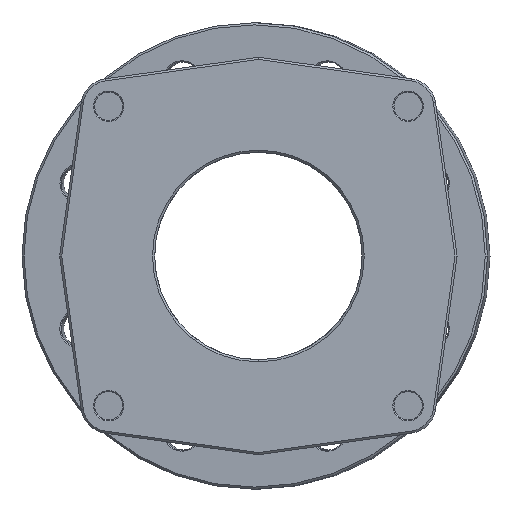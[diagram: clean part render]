
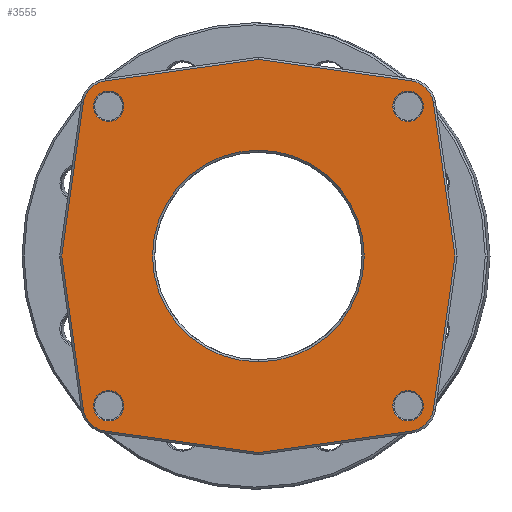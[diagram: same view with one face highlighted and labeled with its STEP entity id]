
A CAD part, left-side view. The second image highlights one B-rep face of the part: STEP entity #3555.
In plain terms, the highlighted planar face has unit normal (-1, 0, 0).
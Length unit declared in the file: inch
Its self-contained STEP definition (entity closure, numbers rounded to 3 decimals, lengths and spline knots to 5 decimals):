
#985=CARTESIAN_POINT('',(0.19667,2.16551,2.16551));
#986=DIRECTION('',(1.,0.,0.));
#987=DIRECTION('',(0.,1.,0.));
#988=AXIS2_PLACEMENT_3D('',#985,#986,#987);
#990=CARTESIAN_POINT('',(0.19667,2.16551,2.16551));
#991=DIRECTION('',(1.,0.,0.));
#992=DIRECTION('',(0.,-1.,0.));
#993=AXIS2_PLACEMENT_3D('',#990,#991,#992);
#995=CARTESIAN_POINT('',(0.19667,-2.16551,2.16551));
#996=DIRECTION('',(1.,0.,0.));
#997=DIRECTION('',(0.,0.,1.));
#998=AXIS2_PLACEMENT_3D('',#995,#996,#997);
#1000=CARTESIAN_POINT('',(0.19667,-2.16551,2.16551));
#1001=DIRECTION('',(1.,0.,0.));
#1002=DIRECTION('',(0.,0.,-1.));
#1003=AXIS2_PLACEMENT_3D('',#1000,#1001,#1002);
#1005=CARTESIAN_POINT('',(0.19667,-2.16551,-2.16551));
#1006=DIRECTION('',(1.,0.,0.));
#1007=DIRECTION('',(0.,-1.,0.));
#1008=AXIS2_PLACEMENT_3D('',#1005,#1006,#1007);
#1010=CARTESIAN_POINT('',(0.19667,-2.16551,-2.16551));
#1011=DIRECTION('',(1.,0.,0.));
#1012=DIRECTION('',(0.,1.,0.));
#1013=AXIS2_PLACEMENT_3D('',#1010,#1011,#1012);
#1015=CARTESIAN_POINT('',(0.19667,2.16551,-2.16551));
#1016=DIRECTION('',(1.,0.,0.));
#1017=DIRECTION('',(0.,0.,-1.));
#1018=AXIS2_PLACEMENT_3D('',#1015,#1016,#1017);
#1020=CARTESIAN_POINT('',(0.19667,2.16551,-2.16551));
#1021=DIRECTION('',(1.,0.,0.));
#1022=DIRECTION('',(0.,0.,1.));
#1023=AXIS2_PLACEMENT_3D('',#1020,#1021,#1022);
#1025=CARTESIAN_POINT('',(0.19667,0.,0.));
#1026=DIRECTION('',(1.,0.,0.));
#1027=DIRECTION('',(0.,0.,1.));
#1028=AXIS2_PLACEMENT_3D('',#1025,#1026,#1027);
#1030=CARTESIAN_POINT('',(0.19667,0.,0.));
#1031=DIRECTION('',(1.,0.,0.));
#1032=DIRECTION('',(0.,0.,-1.));
#1033=AXIS2_PLACEMENT_3D('',#1030,#1031,#1032);
#1035=DIRECTION('',(0.,0.99,-0.139));
#1036=VECTOR('',#1035,2.23498);
#1037=CARTESIAN_POINT('',(0.19667,-2.21323,
-2.53239));
#1038=LINE('',#1037,#1036);
#1039=DIRECTION('',(0.,0.99,0.139));
#1040=VECTOR('',#1039,2.23498);
#1041=CARTESIAN_POINT('',(0.19667,0.,-2.84344));
#1042=LINE('',#1041,#1040);
#1043=CARTESIAN_POINT('',(0.19667,2.16104,-2.16104));
#1044=DIRECTION('',(1.,0.,0.));
#1045=DIRECTION('',(0.,0.139,-0.99));
#1046=AXIS2_PLACEMENT_3D('',#1043,#1044,#1045);
#1048=DIRECTION('',(0.,0.139,0.99));
#1049=VECTOR('',#1048,2.23498);
#1050=CARTESIAN_POINT('',(0.19667,2.53239,
-2.21323));
#1051=LINE('',#1050,#1049);
#1052=DIRECTION('',(0.,-0.139,0.99));
#1053=VECTOR('',#1052,2.23498);
#1054=CARTESIAN_POINT('',(0.19667,2.84344,0.));
#1055=LINE('',#1054,#1053);
#1056=CARTESIAN_POINT('',(0.19667,2.16104,2.16104));
#1057=DIRECTION('',(1.,0.,0.));
#1058=DIRECTION('',(0.,0.99,0.139));
#1059=AXIS2_PLACEMENT_3D('',#1056,#1057,#1058);
#1061=DIRECTION('',(0.,-0.99,0.139));
#1062=VECTOR('',#1061,2.23498);
#1063=CARTESIAN_POINT('',(0.19667,2.21323,2.53239));
#1064=LINE('',#1063,#1062);
#1065=DIRECTION('',(0.,-0.99,-0.139));
#1066=VECTOR('',#1065,2.23498);
#1067=CARTESIAN_POINT('',(0.19667,0.,2.84344));
#1068=LINE('',#1067,#1066);
#1069=CARTESIAN_POINT('',(0.19667,-2.16104,2.16104));
#1070=DIRECTION('',(1.,0.,0.));
#1071=DIRECTION('',(0.,-0.139,0.99));
#1072=AXIS2_PLACEMENT_3D('',#1069,#1070,#1071);
#1074=DIRECTION('',(0.,-0.139,-0.99));
#1075=VECTOR('',#1074,2.23498);
#1076=CARTESIAN_POINT('',(0.19667,-2.53239,
2.21323));
#1077=LINE('',#1076,#1075);
#1078=DIRECTION('',(0.,0.139,-0.99));
#1079=VECTOR('',#1078,2.23498);
#1080=CARTESIAN_POINT('',(0.19667,-2.84344,0.));
#1081=LINE('',#1080,#1079);
#1082=CARTESIAN_POINT('',(0.19667,-2.16104,-2.16104));
#1083=DIRECTION('',(1.,0.,0.));
#1084=DIRECTION('',(0.,-0.99,-0.139));
#1085=AXIS2_PLACEMENT_3D('',#1082,#1083,#1084);
#1665=CARTESIAN_POINT('',(0.19667,2.38551,2.16551));
#1666=CARTESIAN_POINT('',(0.19667,1.94551,2.16551));
#1667=VERTEX_POINT('',#1665);
#1668=VERTEX_POINT('',#1666);
#1697=CARTESIAN_POINT('',(0.19667,-2.16551,2.38551));
#1698=CARTESIAN_POINT('',(0.19667,-2.16551,1.94551));
#1699=VERTEX_POINT('',#1697);
#1700=VERTEX_POINT('',#1698);
#1713=CARTESIAN_POINT('',(0.19667,-2.38551,-2.16551));
#1714=CARTESIAN_POINT('',(0.19667,-1.94551,-2.16551));
#1715=VERTEX_POINT('',#1713);
#1716=VERTEX_POINT('',#1714);
#1729=CARTESIAN_POINT('',(0.19667,2.16551,-2.38551));
#1730=CARTESIAN_POINT('',(0.19667,2.16551,-1.94551));
#1731=VERTEX_POINT('',#1729);
#1732=VERTEX_POINT('',#1730);
#1861=CARTESIAN_POINT('',(0.19667,0.,1.53125));
#1862=CARTESIAN_POINT('',(0.19667,0.,-1.53125));
#1863=VERTEX_POINT('',#1861);
#1864=VERTEX_POINT('',#1862);
#1885=CARTESIAN_POINT('',(0.19667,-2.21323,
-2.53239));
#1886=CARTESIAN_POINT('',(0.19667,0.,-2.84344));
#1887=VERTEX_POINT('',#1885);
#1888=VERTEX_POINT('',#1886);
#1895=CARTESIAN_POINT('',(0.19667,-2.53239,-2.21323));
#1896=VERTEX_POINT('',#1895);
#1899=CARTESIAN_POINT('',(0.19667,-2.84344,0.));
#1900=VERTEX_POINT('',#1899);
#1903=CARTESIAN_POINT('',(0.19667,2.21323,
-2.53239));
#1904=VERTEX_POINT('',#1903);
#1907=CARTESIAN_POINT('',(0.19667,2.53239,-2.21323));
#1908=VERTEX_POINT('',#1907);
#1909=CARTESIAN_POINT('',(0.19667,2.84344,0.));
#1910=VERTEX_POINT('',#1909);
#1913=CARTESIAN_POINT('',(0.19667,2.21323,2.53239));
#1914=CARTESIAN_POINT('',(0.19667,0.,2.84344));
#1915=VERTEX_POINT('',#1913);
#1916=VERTEX_POINT('',#1914);
#1923=CARTESIAN_POINT('',(0.19667,2.53239,2.21323));
#1924=VERTEX_POINT('',#1923);
#1925=CARTESIAN_POINT('',(0.19667,-2.53239,
2.21323));
#1926=VERTEX_POINT('',#1925);
#1931=CARTESIAN_POINT('',(0.19667,-2.21323,2.53239));
#1932=VERTEX_POINT('',#1931);
#3495=CARTESIAN_POINT('',(0.19667,0.,0.));
#3496=DIRECTION('',(-1.,0.,0.));
#3497=DIRECTION('',(0.,0.,1.));
#3498=AXIS2_PLACEMENT_3D('',#3495,#3496,#3497);
#3499=PLANE('',#3498);
#3501=ORIENTED_EDGE('',*,*,#3500,.T.);
#3503=ORIENTED_EDGE('',*,*,#3502,.T.);
#3505=ORIENTED_EDGE('',*,*,#3504,.T.);
#3507=ORIENTED_EDGE('',*,*,#3506,.T.);
#3509=ORIENTED_EDGE('',*,*,#3508,.T.);
#3511=ORIENTED_EDGE('',*,*,#3510,.T.);
#3513=ORIENTED_EDGE('',*,*,#3512,.T.);
#3515=ORIENTED_EDGE('',*,*,#3514,.T.);
#3517=ORIENTED_EDGE('',*,*,#3516,.T.);
#3519=ORIENTED_EDGE('',*,*,#3518,.T.);
#3521=ORIENTED_EDGE('',*,*,#3520,.T.);
#3523=ORIENTED_EDGE('',*,*,#3522,.T.);
#3524=EDGE_LOOP('',(#3501,#3503,#3505,#3507,#3509,#3511,#3513,#3515,#3517,#3519,
#3521,#3523));
#3525=FACE_OUTER_BOUND('',#3524,.F.);
#3527=ORIENTED_EDGE('',*,*,#3526,.F.);
#3529=ORIENTED_EDGE('',*,*,#3528,.F.);
#3530=EDGE_LOOP('',(#3527,#3529));
#3531=FACE_BOUND('',#3530,.F.);
#3533=ORIENTED_EDGE('',*,*,#3532,.F.);
#3535=ORIENTED_EDGE('',*,*,#3534,.F.);
#3536=EDGE_LOOP('',(#3533,#3535));
#3537=FACE_BOUND('',#3536,.F.);
#3539=ORIENTED_EDGE('',*,*,#3538,.F.);
#3541=ORIENTED_EDGE('',*,*,#3540,.F.);
#3542=EDGE_LOOP('',(#3539,#3541));
#3543=FACE_BOUND('',#3542,.F.);
#3545=ORIENTED_EDGE('',*,*,#3544,.F.);
#3546=ORIENTED_EDGE('',*,*,#3485,.F.);
#3547=EDGE_LOOP('',(#3545,#3546));
#3548=FACE_BOUND('',#3547,.F.);
#3550=ORIENTED_EDGE('',*,*,#3549,.F.);
#3552=ORIENTED_EDGE('',*,*,#3551,.F.);
#3553=EDGE_LOOP('',(#3550,#3552));
#3554=FACE_BOUND('',#3553,.F.);
#989=CIRCLE('',#988,0.22);
#994=CIRCLE('',#993,0.22);
#999=CIRCLE('',#998,0.22);
#1004=CIRCLE('',#1003,0.22);
#1009=CIRCLE('',#1008,0.22);
#1014=CIRCLE('',#1013,0.22);
#1019=CIRCLE('',#1018,0.22);
#1024=CIRCLE('',#1023,0.22);
#1029=CIRCLE('',#1028,1.53125);
#1034=CIRCLE('',#1033,1.53125);
#1047=CIRCLE('',#1046,0.375);
#1060=CIRCLE('',#1059,0.375);
#1073=CIRCLE('',#1072,0.375);
#1086=CIRCLE('',#1085,0.375);
#3485=EDGE_CURVE('',#1864,#1863,#1034,.T.);
#3500=EDGE_CURVE('',#1887,#1888,#1038,.T.);
#3502=EDGE_CURVE('',#1888,#1904,#1042,.T.);
#3504=EDGE_CURVE('',#1904,#1908,#1047,.T.);
#3506=EDGE_CURVE('',#1908,#1910,#1051,.T.);
#3508=EDGE_CURVE('',#1910,#1924,#1055,.T.);
#3510=EDGE_CURVE('',#1924,#1915,#1060,.T.);
#3512=EDGE_CURVE('',#1915,#1916,#1064,.T.);
#3514=EDGE_CURVE('',#1916,#1932,#1068,.T.);
#3516=EDGE_CURVE('',#1932,#1926,#1073,.T.);
#3518=EDGE_CURVE('',#1926,#1900,#1077,.T.);
#3520=EDGE_CURVE('',#1900,#1896,#1081,.T.);
#3522=EDGE_CURVE('',#1896,#1887,#1086,.T.);
#3526=EDGE_CURVE('',#1699,#1700,#999,.T.);
#3528=EDGE_CURVE('',#1700,#1699,#1004,.T.);
#3532=EDGE_CURVE('',#1715,#1716,#1009,.T.);
#3534=EDGE_CURVE('',#1716,#1715,#1014,.T.);
#3538=EDGE_CURVE('',#1731,#1732,#1019,.T.);
#3540=EDGE_CURVE('',#1732,#1731,#1024,.T.);
#3544=EDGE_CURVE('',#1863,#1864,#1029,.T.);
#3549=EDGE_CURVE('',#1667,#1668,#989,.T.);
#3551=EDGE_CURVE('',#1668,#1667,#994,.T.);
#3555=ADVANCED_FACE('',(#3525,#3531,#3537,#3543,#3548,#3554),#3499,.T.);
